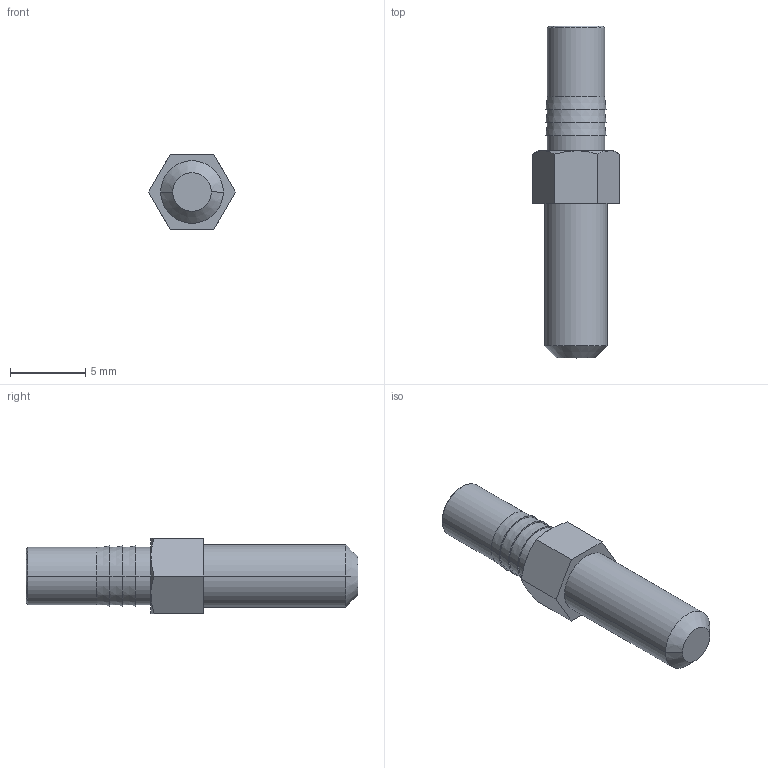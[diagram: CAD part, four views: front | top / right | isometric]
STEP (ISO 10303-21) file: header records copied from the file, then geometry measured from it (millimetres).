
FILE_DESCRIPTION((''),'2;1');
FILE_NAME('00112060302','2020-02-04T',('presta_be4'),(''),'CREO PARAMETRIC BY PTC INC, 2018360','CREO PARAMETRIC BY PTC INC, 2018360','');
FILE_SCHEMA(('CONFIG_CONTROL_DESIGN'));
Length unit declared in the file: millimetre
Products named in the file (1): 00112060302
Bounding box: 5.78 x 22.11 x 5.01 mm (x, y, z)
Volume: 262.3 mm3; surface area: 486.7 mm2
Topology: 1 solids, 2 shells, 108 faces, 274 edges, 179 vertices
Faces by surface type: plane 52, cylinder 28, cone 28
Entity records: 3646 total; most frequent: CARTESIAN_POINT 931, DIRECTION 580, ORIENTED_EDGE 544, EDGE_CURVE 272, AXIS2_PLACEMENT_3D 222, VERTEX_POINT 179, VECTOR 136, LINE 136
